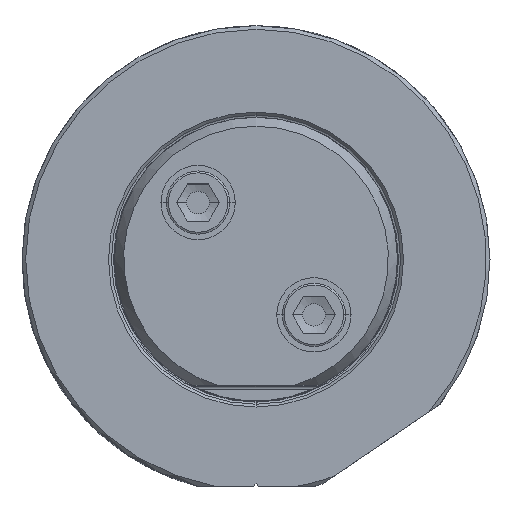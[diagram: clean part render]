
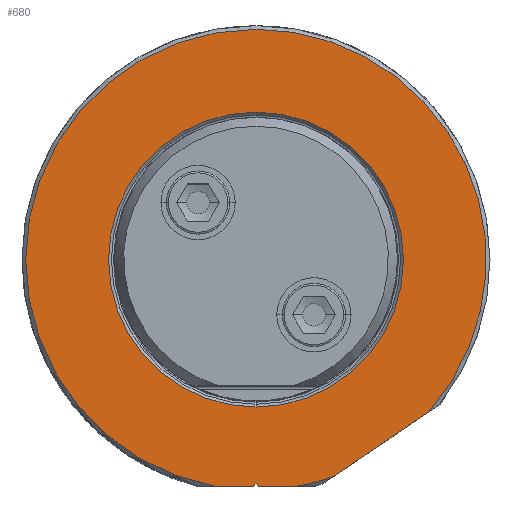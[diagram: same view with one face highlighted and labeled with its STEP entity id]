
A CAD part, top view. The second image highlights one B-rep face of the part: STEP entity #680.
In plain terms, the highlighted planar face has unit normal (0, 0, 1).
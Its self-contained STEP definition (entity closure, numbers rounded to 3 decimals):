
#218=PLANE('',#6197);
#680=ADVANCED_FACE('',(#1015,#1016),#218,.T.);
#1015=FACE_BOUND('',#1155,.T.);
#1016=FACE_BOUND('',#1156,.T.);
#1155=EDGE_LOOP('',(#3281,#3282,#3283,#3284,#3285,#3286,#3287,#3288));
#1156=EDGE_LOOP('',(#3289,#3290));
#1474=CIRCLE('',#6191,31.);
#1475=CIRCLE('',#6193,31.);
#1476=CIRCLE('',#6194,31.);
#1477=CIRCLE('',#6195,19.85);
#1478=CIRCLE('',#6196,19.85);
#1794=LINE('',#12106,#2121);
#1797=LINE('',#12130,#2124);
#1798=LINE('',#12132,#2125);
#1799=LINE('',#12134,#2126);
#1800=LINE('',#12136,#2127);
#2121=VECTOR('',#7257,1.);
#2124=VECTOR('',#7274,1.);
#2125=VECTOR('',#7275,1.);
#2126=VECTOR('',#7276,1.);
#2127=VECTOR('',#7277,1.);
#3281=ORIENTED_EDGE('',*,*,#5289,.T.);
#3282=ORIENTED_EDGE('',*,*,#5283,.T.);
#3283=ORIENTED_EDGE('',*,*,#5290,.T.);
#3284=ORIENTED_EDGE('',*,*,#5291,.T.);
#3285=ORIENTED_EDGE('',*,*,#5292,.F.);
#3286=ORIENTED_EDGE('',*,*,#5293,.T.);
#3287=ORIENTED_EDGE('',*,*,#5294,.T.);
#3288=ORIENTED_EDGE('',*,*,#5295,.F.);
#3289=ORIENTED_EDGE('',*,*,#5296,.T.);
#3290=ORIENTED_EDGE('',*,*,#5297,.T.);
#4587=VERTEX_POINT('',#12105);
#4588=VERTEX_POINT('',#12107);
#4591=VERTEX_POINT('',#12123);
#4592=VERTEX_POINT('',#12127);
#4593=VERTEX_POINT('',#12129);
#4594=VERTEX_POINT('',#12131);
#4595=VERTEX_POINT('',#12133);
#4596=VERTEX_POINT('',#12135);
#4597=VERTEX_POINT('',#12138);
#4598=VERTEX_POINT('',#12139);
#5283=EDGE_CURVE('',#4588,#4587,#1794,.T.);
#5289=EDGE_CURVE('',#4591,#4588,#1474,.T.);
#5290=EDGE_CURVE('',#4587,#4592,#1475,.T.);
#5291=EDGE_CURVE('',#4592,#4593,#1476,.T.);
#5292=EDGE_CURVE('',#4594,#4593,#1797,.T.);
#5293=EDGE_CURVE('',#4594,#4595,#1798,.T.);
#5294=EDGE_CURVE('',#4595,#4596,#1799,.T.);
#5295=EDGE_CURVE('',#4591,#4596,#1800,.T.);
#5296=EDGE_CURVE('',#4597,#4598,#1477,.T.);
#5297=EDGE_CURVE('',#4598,#4597,#1478,.T.);
#6191=AXIS2_PLACEMENT_3D('',#12124,#7266,#7267);
#6193=AXIS2_PLACEMENT_3D('',#12126,#7270,#7271);
#6194=AXIS2_PLACEMENT_3D('',#12128,#7272,#7273);
#6195=AXIS2_PLACEMENT_3D('',#12137,#7278,#7279);
#6196=AXIS2_PLACEMENT_3D('',#12140,#7280,#7281);
#6197=AXIS2_PLACEMENT_3D('',#12141,#7282,#7283);
#7257=DIRECTION('',(0.827,0.562,0.));
#7266=DIRECTION('',(0.,0.,1.));
#7267=DIRECTION('',(0.179,-0.984,0.));
#7270=DIRECTION('',(0.,0.,1.));
#7271=DIRECTION('',(0.752,-0.659,0.));
#7272=DIRECTION('',(0.,0.,1.));
#7273=DIRECTION('',(0.,1.,0.));
#7274=DIRECTION('',(-1.,0.,0.));
#7275=DIRECTION('',(0.707,0.707,0.));
#7276=DIRECTION('',(0.707,-0.707,0.));
#7277=DIRECTION('',(-1.,0.,0.));
#7278=DIRECTION('',(0.,0.,-1.));
#7279=DIRECTION('',(0.,-1.,0.));
#7280=DIRECTION('',(0.,0.,-1.));
#7281=DIRECTION('',(0.,1.,0.));
#7282=DIRECTION('',(0.,0.,1.));
#7283=DIRECTION('',(0.,-1.,0.));
#12105=CARTESIAN_POINT('',(23.31,-20.436,0.));
#12106=CARTESIAN_POINT('',(10.385,-29.209,0.));
#12107=CARTESIAN_POINT('',(10.385,-29.209,0.));
#12123=CARTESIAN_POINT('',(5.545,-30.5,0.));
#12124=CARTESIAN_POINT('',(0.,0.,0.));
#12126=CARTESIAN_POINT('',(0.,0.,0.));
#12127=CARTESIAN_POINT('',(0.,31.,0.));
#12128=CARTESIAN_POINT('',(0.,0.,0.));
#12129=CARTESIAN_POINT('',(-5.545,-30.5,0.));
#12130=CARTESIAN_POINT('',(-0.354,-30.5,0.));
#12131=CARTESIAN_POINT('',(-0.354,-30.5,0.));
#12132=CARTESIAN_POINT('',(-0.354,-30.5,0.));
#12133=CARTESIAN_POINT('',(0.,-30.146,0.));
#12134=CARTESIAN_POINT('',(0.,-30.146,0.));
#12135=CARTESIAN_POINT('',(0.354,-30.5,0.));
#12136=CARTESIAN_POINT('',(5.545,-30.5,0.));
#12137=CARTESIAN_POINT('',(0.,0.,0.));
#12138=CARTESIAN_POINT('',(0.,-19.85,0.));
#12139=CARTESIAN_POINT('',(0.,19.85,0.));
#12140=CARTESIAN_POINT('',(0.,0.,0.));
#12141=CARTESIAN_POINT('',(0.,0.25,0.));
